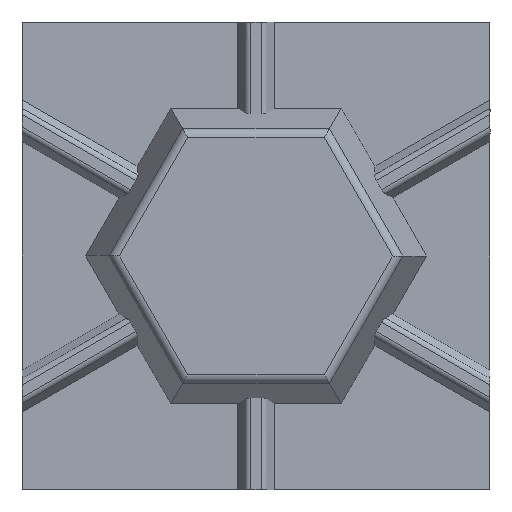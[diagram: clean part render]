
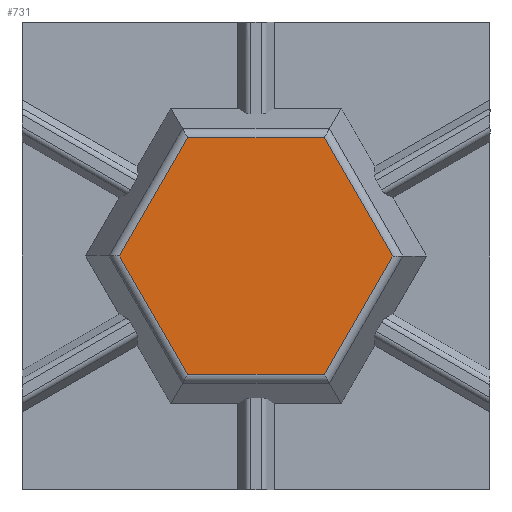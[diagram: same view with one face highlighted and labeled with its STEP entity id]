
A CAD part, front view. The second image highlights one B-rep face of the part: STEP entity #731.
In plain terms, the highlighted planar face has unit normal (0, -1, 0).
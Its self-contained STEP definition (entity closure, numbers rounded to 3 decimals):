
#72 = DIRECTION ( 'NONE',  ( 0., 1., 0. ) ) ;
#88 = ORIENTED_EDGE ( 'NONE', *, *, #1574, .T. ) ;
#137 = LINE ( 'NONE', #667, #627 ) ;
#194 = VERTEX_POINT ( 'NONE', #1033 ) ;
#211 = VERTEX_POINT ( 'NONE', #636 ) ;
#229 = CARTESIAN_POINT ( 'NONE',  ( 0., 0., 0. ) ) ;
#284 = VECTOR ( 'NONE', #428, 1000. ) ;
#389 = VECTOR ( 'NONE', #1095, 1000. ) ;
#428 = DIRECTION ( 'NONE',  ( -0.5, 0., 0.866 ) ) ;
#473 = ORIENTED_EDGE ( 'NONE', *, *, #519, .T. ) ;
#513 = CARTESIAN_POINT ( 'NONE',  ( -21.881, 0., -37.899 ) ) ;
#519 = EDGE_CURVE ( 'NONE', #211, #1656, #662, .T. ) ;
#574 = LINE ( 'NONE', #928, #684 ) ;
#584 = CARTESIAN_POINT ( 'NONE',  ( -21.881, 0., 37.899 ) ) ;
#627 = VECTOR ( 'NONE', #1344, 1000. ) ;
#636 = CARTESIAN_POINT ( 'NONE',  ( 43.762, 0., 0. ) ) ;
#651 = DIRECTION ( 'NONE',  ( 0.5, 0., 0.866 ) ) ;
#653 = AXIS2_PLACEMENT_3D ( 'NONE', #229, #72, #1203 ) ;
#662 = LINE ( 'NONE', #1509, #284 ) ;
#667 = CARTESIAN_POINT ( 'NONE',  ( 0., 0., 37.899 ) ) ;
#668 = VECTOR ( 'NONE', #943, 1000. ) ;
#684 = VECTOR ( 'NONE', #651, 1000. ) ;
#715 = EDGE_CURVE ( 'NONE', #194, #211, #574, .T. ) ;
#731 = ADVANCED_FACE ( 'NONE', ( #1456 ), #1482, .F. ) ;
#800 = VECTOR ( 'NONE', #1379, 1000. ) ;
#818 = CARTESIAN_POINT ( 'NONE',  ( 21.881, 0., 37.899 ) ) ;
#910 = ORIENTED_EDGE ( 'NONE', *, *, #1776, .T. ) ;
#928 = CARTESIAN_POINT ( 'NONE',  ( 32.822, 0., -18.95 ) ) ;
#943 = DIRECTION ( 'NONE',  ( 1., 0., 0. ) ) ;
#954 = CARTESIAN_POINT ( 'NONE',  ( 0., 0., -37.899 ) ) ;
#1033 = CARTESIAN_POINT ( 'NONE',  ( 21.881, 0., -37.899 ) ) ;
#1095 = DIRECTION ( 'NONE',  ( -0.5, 0., -0.866 ) ) ;
#1096 = EDGE_CURVE ( 'NONE', #1200, #1469, #1194, .T. ) ;
#1107 = CARTESIAN_POINT ( 'NONE',  ( -32.822, 0., 18.95 ) ) ;
#1194 = LINE ( 'NONE', #1107, #389 ) ;
#1200 = VERTEX_POINT ( 'NONE', #584 ) ;
#1203 = DIRECTION ( 'NONE',  ( 0., 0., 1. ) ) ;
#1344 = DIRECTION ( 'NONE',  ( -1., 0., 0. ) ) ;
#1374 = LINE ( 'NONE', #1503, #800 ) ;
#1379 = DIRECTION ( 'NONE',  ( 0.5, 0., -0.866 ) ) ;
#1446 = ORIENTED_EDGE ( 'NONE', *, *, #1649, .T. ) ;
#1456 = FACE_OUTER_BOUND ( 'NONE', #1633, .T. ) ;
#1469 = VERTEX_POINT ( 'NONE', #1588 ) ;
#1482 = PLANE ( 'NONE',  #653 ) ;
#1503 = CARTESIAN_POINT ( 'NONE',  ( -32.822, 0., -18.95 ) ) ;
#1509 = CARTESIAN_POINT ( 'NONE',  ( 32.822, 0., 18.95 ) ) ;
#1574 = EDGE_CURVE ( 'NONE', #1661, #194, #1606, .T. ) ;
#1588 = CARTESIAN_POINT ( 'NONE',  ( -43.762, 0., 0. ) ) ;
#1606 = LINE ( 'NONE', #954, #668 ) ;
#1633 = EDGE_LOOP ( 'NONE', ( #88, #1774, #473, #1446, #1647, #910 ) ) ;
#1647 = ORIENTED_EDGE ( 'NONE', *, *, #1096, .T. ) ;
#1649 = EDGE_CURVE ( 'NONE', #1656, #1200, #137, .T. ) ;
#1656 = VERTEX_POINT ( 'NONE', #818 ) ;
#1661 = VERTEX_POINT ( 'NONE', #513 ) ;
#1774 = ORIENTED_EDGE ( 'NONE', *, *, #715, .T. ) ;
#1776 = EDGE_CURVE ( 'NONE', #1469, #1661, #1374, .T. ) ;
